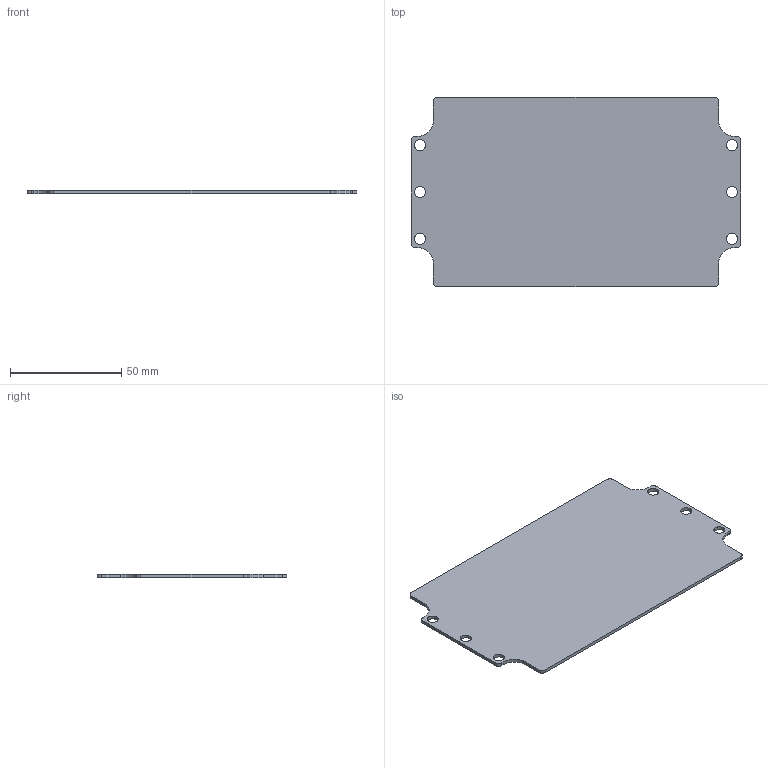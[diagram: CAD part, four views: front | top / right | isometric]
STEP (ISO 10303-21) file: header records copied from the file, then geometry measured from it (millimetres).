
FILE_DESCRIPTION(/* description */ (''),/* implementation_level */ '2;1');
FILE_NAME(/* name */ '0112106500 - Mo-Platte MBA 1610xx.stp',/* time_stamp */ '2017-01-03T10:48:04+01:00',/* author */ ('robin.rentz'),/* organization */ (''),/* preprocessor_version */ 'ST-DEVELOPER v16.5',/* originating_system */ 'Autodesk Inventor 2017',/* authorisation */ '');
FILE_SCHEMA (('AUTOMOTIVE_DESIGN { 1 0 10303 214 3 1 1 }'));
Length unit declared in the file: millimetre
Products named in the file (1): 0112106500 - Mo-Platte 1610xx
Bounding box: 148 x 85 x 1.5 mm (x, y, z)
Volume: 17696.1 mm3; surface area: 24406.8 mm2
Topology: 1 solids, 1 shells, 32 faces, 90 edges, 60 vertices
Faces by surface type: cylinder 18, plane 14
Full cylindrical faces by diameter (mm): 5 x6
Entity records: 1074 total; most frequent: DIRECTION 186, CARTESIAN_POINT 177, ORIENTED_EDGE 168, EDGE_CURVE 84, AXIS2_PLACEMENT_3D 69, VERTEX_POINT 60, EDGE_LOOP 50, LINE 48
